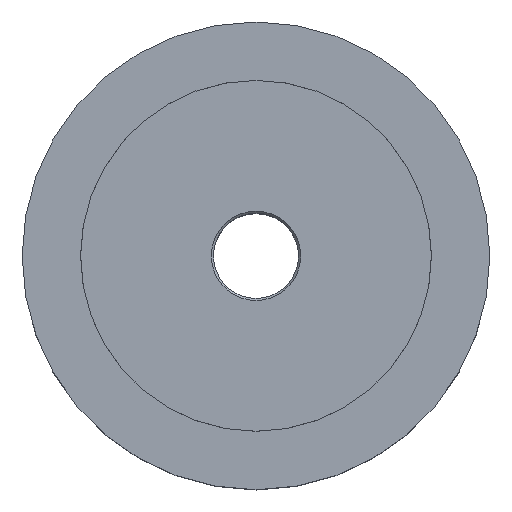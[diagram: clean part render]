
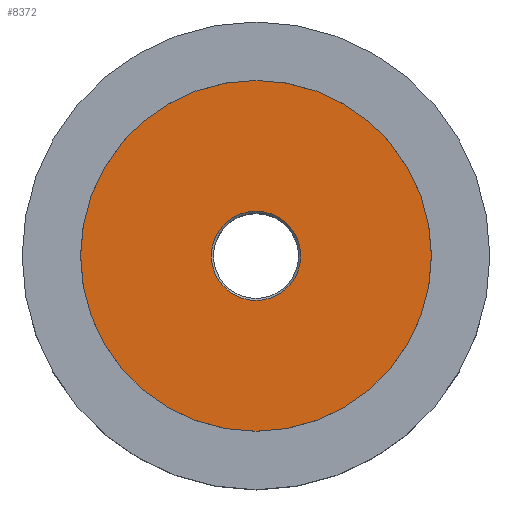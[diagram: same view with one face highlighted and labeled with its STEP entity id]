
A CAD part, top view. The second image highlights one B-rep face of the part: STEP entity #8372.
In plain terms, the highlighted planar face has unit normal (0, 0, 1).
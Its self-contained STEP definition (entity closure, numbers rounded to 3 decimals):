
#247=FACE_BOUND('',#2771,.T.);
#2322=FACE_OUTER_BOUND('',#2770,.T.);
#2770=EDGE_LOOP('',(#5841));
#2771=EDGE_LOOP('',(#5842));
#3303=CIRCLE('',#8900,4.2);
#3304=CIRCLE('',#8902,16.5);
#3685=VERTEX_POINT('',#12398);
#3686=VERTEX_POINT('',#12401);
#4552=EDGE_CURVE('',#3685,#3685,#3303,.T.);
#4553=EDGE_CURVE('',#3686,#3686,#3304,.T.);
#5841=ORIENTED_EDGE('',*,*,#4553,.F.);
#5842=ORIENTED_EDGE('',*,*,#4552,.F.);
#8115=PLANE('',#8901);
#8372=ADVANCED_FACE('',(#2322,#247),#8115,.F.);
#8900=AXIS2_PLACEMENT_3D('',#12399,#9573,#9574);
#8901=AXIS2_PLACEMENT_3D('',#12400,#9575,#9576);
#8902=AXIS2_PLACEMENT_3D('',#12402,#9577,#9578);
#9573=DIRECTION('center_axis',(0.,0.,
1.));
#9574=DIRECTION('ref_axis',(-1.,0.,0.));
#9575=DIRECTION('center_axis',(0.,0.,
-1.));
#9576=DIRECTION('ref_axis',(-1.,0.,0.));
#9577=DIRECTION('center_axis',(0.,0.,
-1.));
#9578=DIRECTION('ref_axis',(1.,0.,0.));
#12398=CARTESIAN_POINT('',(4.2,0.,6.5));
#12399=CARTESIAN_POINT('Origin',(0.,0.,
6.5));
#12400=CARTESIAN_POINT('Origin',(0.,0.,
6.5));
#12401=CARTESIAN_POINT('',(16.5,0.,6.5));
#12402=CARTESIAN_POINT('Origin',(0.,0.,
6.5));
